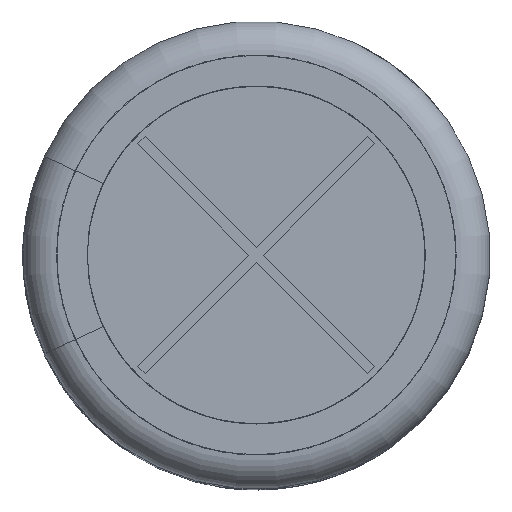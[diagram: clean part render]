
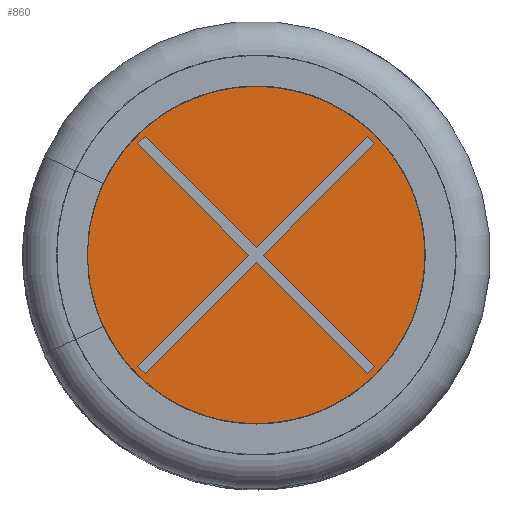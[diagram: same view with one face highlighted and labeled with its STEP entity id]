
A CAD part, top view. The second image highlights one B-rep face of the part: STEP entity #860.
In plain terms, the highlighted planar face has unit normal (0, 0, 1).
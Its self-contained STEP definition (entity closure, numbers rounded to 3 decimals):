
#860 = ADVANCED_FACE( '', ( #2135, #2136 ), #2137, .T. );
#2135 = FACE_OUTER_BOUND( '', #5420, .T. );
#2136 = FACE_BOUND( '', #5421, .T. );
#2137 = PLANE( '', #5422 );
#5420 = EDGE_LOOP( '', ( #11972 ) );
#5421 = EDGE_LOOP( '', ( #11973, #11974, #11975, #11976, #11977, #11978, #11979, #11980, #11981, #11982, #11983, #11984 ) );
#5422 = AXIS2_PLACEMENT_3D( '', #11985, #11986, #11987 );
#11972 = ORIENTED_EDGE( '', *, *, #15294, .F. );
#11973 = ORIENTED_EDGE( '', *, *, #15681, .T. );
#11974 = ORIENTED_EDGE( '', *, *, #15347, .T. );
#11975 = ORIENTED_EDGE( '', *, *, #15682, .T. );
#11976 = ORIENTED_EDGE( '', *, *, #15683, .T. );
#11977 = ORIENTED_EDGE( '', *, *, #15297, .T. );
#11978 = ORIENTED_EDGE( '', *, *, #15684, .T. );
#11979 = ORIENTED_EDGE( '', *, *, #14830, .T. );
#11980 = ORIENTED_EDGE( '', *, *, #15408, .T. );
#11981 = ORIENTED_EDGE( '', *, *, #15685, .T. );
#11982 = ORIENTED_EDGE( '', *, *, #15686, .T. );
#11983 = ORIENTED_EDGE( '', *, *, #15447, .T. );
#11984 = ORIENTED_EDGE( '', *, *, #15667, .T. );
#11985 = CARTESIAN_POINT( '', ( -5.554, 0., 19.78 ) );
#11986 = DIRECTION( '', ( 0., 0., 1. ) );
#11987 = DIRECTION( '', ( 1., 0., 0. ) );
#14830 = EDGE_CURVE( '', #16687, #16688, #16689, .T. );
#15294 = EDGE_CURVE( '', #17543, #17543, #17544, .T. );
#15297 = EDGE_CURVE( '', #17548, #17549, #17550, .T. );
#15347 = EDGE_CURVE( '', #17625, #17626, #17627, .T. );
#15408 = EDGE_CURVE( '', #16688, #17715, #17716, .T. );
#15447 = EDGE_CURVE( '', #17774, #17775, #17776, .T. );
#15667 = EDGE_CURVE( '', #17775, #18106, #18107, .T. );
#15681 = EDGE_CURVE( '', #18106, #17625, #18128, .T. );
#15682 = EDGE_CURVE( '', #17626, #18129, #18130, .T. );
#15683 = EDGE_CURVE( '', #18129, #17548, #18131, .T. );
#15684 = EDGE_CURVE( '', #17549, #16687, #18132, .T. );
#15685 = EDGE_CURVE( '', #17715, #18133, #18134, .T. );
#15686 = EDGE_CURVE( '', #18133, #17774, #18135, .T. );
#16687 = VERTEX_POINT( '', #19471 );
#16688 = VERTEX_POINT( '', #19472 );
#16689 = LINE( '', #19473, #19474 );
#17543 = VERTEX_POINT( '', #21768 );
#17544 = CIRCLE( '', #21769, 5.554 );
#17548 = VERTEX_POINT( '', #21773 );
#17549 = VERTEX_POINT( '', #21774 );
#17550 = LINE( '', #21775, #21776 );
#17625 = VERTEX_POINT( '', #21926 );
#17626 = VERTEX_POINT( '', #21927 );
#17627 = LINE( '', #21928, #21929 );
#17715 = VERTEX_POINT( '', #22183 );
#17716 = LINE( '', #22184, #22185 );
#17774 = VERTEX_POINT( '', #22287 );
#17775 = VERTEX_POINT( '', #22288 );
#17776 = LINE( '', #22289, #22290 );
#18106 = VERTEX_POINT( '', #23072 );
#18107 = LINE( '', #23073, #23074 );
#18128 = LINE( '', #23110, #23111 );
#18129 = VERTEX_POINT( '', #23112 );
#18130 = LINE( '', #23113, #23114 );
#18131 = LINE( '', #23115, #23116 );
#18132 = LINE( '', #23117, #23118 );
#18133 = VERTEX_POINT( '', #23119 );
#18134 = LINE( '', #23120, #23121 );
#18135 = LINE( '', #23122, #23123 );
#19471 = CARTESIAN_POINT( '', ( 3.292, -3.088, 19.78 ) );
#19472 = CARTESIAN_POINT( '', ( 3.088, -3.292, 19.78 ) );
#19473 = CARTESIAN_POINT( '', ( 3.292, -3.088, 19.78 ) );
#19474 = VECTOR( '', #25607, 1000. );
#21768 = CARTESIAN_POINT( '', ( -5.554, 0., 19.78 ) );
#21769 = AXIS2_PLACEMENT_3D( '', #26122, #26123, #26124 );
#21773 = CARTESIAN_POINT( '', ( 3.292, 3.088, 19.78 ) );
#21774 = CARTESIAN_POINT( '', ( 0.204, 0., 19.78 ) );
#21775 = CARTESIAN_POINT( '', ( 0.204, 0., 19.78 ) );
#21776 = VECTOR( '', #26128, 1000. );
#21926 = CARTESIAN_POINT( '', ( -3.088, 3.292, 19.78 ) );
#21927 = CARTESIAN_POINT( '', ( 0., 0.204, 19.78 ) );
#21928 = CARTESIAN_POINT( '', ( 0., 0.204, 19.78 ) );
#21929 = VECTOR( '', #26179, 1000. );
#22183 = CARTESIAN_POINT( '', ( 0., -0.204, 19.78 ) );
#22184 = CARTESIAN_POINT( '', ( 0., -0.204, 19.78 ) );
#22185 = VECTOR( '', #26229, 1000. );
#22287 = CARTESIAN_POINT( '', ( -3.292, -3.088, 19.78 ) );
#22288 = CARTESIAN_POINT( '', ( -0.204, 0., 19.78 ) );
#22289 = CARTESIAN_POINT( '', ( -0.204, 0., 19.78 ) );
#22290 = VECTOR( '', #26262, 1000. );
#23072 = CARTESIAN_POINT( '', ( -3.292, 3.088, 19.78 ) );
#23073 = CARTESIAN_POINT( '', ( -0.204, 0., 19.78 ) );
#23074 = VECTOR( '', #26483, 1000. );
#23110 = CARTESIAN_POINT( '', ( -3.088, 3.292, 19.78 ) );
#23111 = VECTOR( '', #26500, 1000. );
#23112 = CARTESIAN_POINT( '', ( 3.088, 3.292, 19.78 ) );
#23113 = CARTESIAN_POINT( '', ( 0., 0.204, 19.78 ) );
#23114 = VECTOR( '', #26501, 1000. );
#23115 = CARTESIAN_POINT( '', ( 3.292, 3.088, 19.78 ) );
#23116 = VECTOR( '', #26502, 1000. );
#23117 = CARTESIAN_POINT( '', ( 0.204, 0., 19.78 ) );
#23118 = VECTOR( '', #26503, 1000. );
#23119 = CARTESIAN_POINT( '', ( -3.088, -3.292, 19.78 ) );
#23120 = CARTESIAN_POINT( '', ( 0., -0.204, 19.78 ) );
#23121 = VECTOR( '', #26504, 1000. );
#23122 = CARTESIAN_POINT( '', ( -3.088, -3.292, 19.78 ) );
#23123 = VECTOR( '', #26505, 1000. );
#25607 = DIRECTION( '', ( -0.707, -0.707, 0. ) );
#26122 = CARTESIAN_POINT( '', ( 0., 0., 19.78 ) );
#26123 = DIRECTION( '', ( 0., 0., -1. ) );
#26124 = DIRECTION( '', ( -1., 0., 0. ) );
#26128 = DIRECTION( '', ( -0.707, -0.707, 0. ) );
#26179 = DIRECTION( '', ( 0.707, -0.707, 0. ) );
#26229 = DIRECTION( '', ( -0.707, 0.707, 0. ) );
#26262 = DIRECTION( '', ( 0.707, 0.707, 0. ) );
#26483 = DIRECTION( '', ( -0.707, 0.707, 0. ) );
#26500 = DIRECTION( '', ( 0.707, 0.707, 0. ) );
#26501 = DIRECTION( '', ( 0.707, 0.707, 0. ) );
#26502 = DIRECTION( '', ( 0.707, -0.707, 0. ) );
#26503 = DIRECTION( '', ( 0.707, -0.707, 0. ) );
#26504 = DIRECTION( '', ( -0.707, -0.707, 0. ) );
#26505 = DIRECTION( '', ( -0.707, 0.707, 0. ) );
